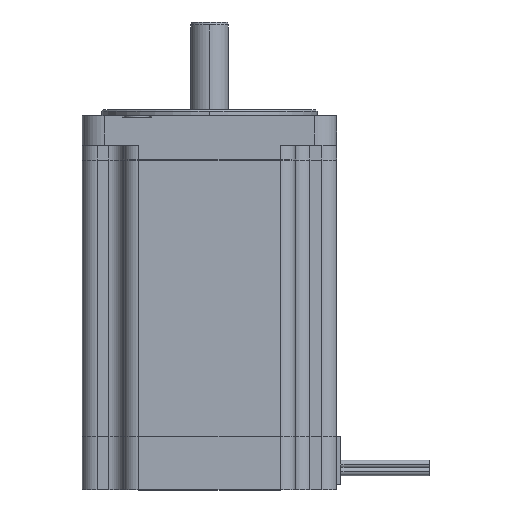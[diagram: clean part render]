
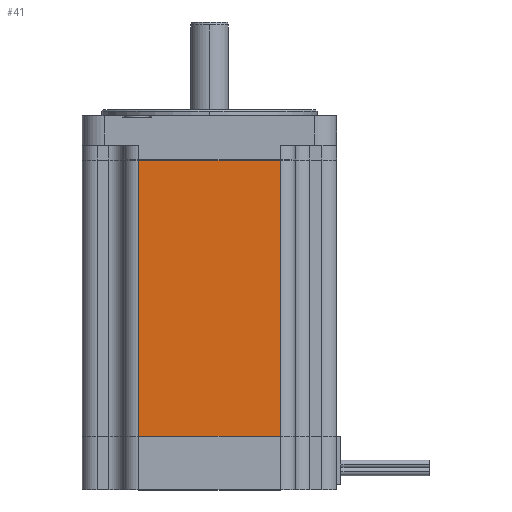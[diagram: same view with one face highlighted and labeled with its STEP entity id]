
A CAD part, top view. The second image highlights one B-rep face of the part: STEP entity #41.
In plain terms, the highlighted planar face has unit normal (0, 0, 1).
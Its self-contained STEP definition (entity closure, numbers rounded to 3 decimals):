
#41 = ADVANCED_FACE ( 'NONE', ( #5177 ), #1160, .F. ) ;
#396 = VERTEX_POINT ( 'NONE', #6947 ) ;
#397 = VERTEX_POINT ( 'NONE', #6948 ) ;
#1005 = VERTEX_POINT ( 'NONE', #7129 ) ;
#1007 = VERTEX_POINT ( 'NONE', #7130 ) ;
#1149 = EDGE_LOOP ( 'NONE', ( #4803, #4802, #4804, #4801 ) ) ;
#1160 = PLANE ( 'NONE',  #2216 ) ;
#1162 = CARTESIAN_POINT ( 'NONE',  ( -5.893, 126.5, 60.356 ) ) ;
#1164 = DIRECTION ( 'NONE',  ( 0., 0., -1. ) ) ;
#1166 = DIRECTION ( 'NONE',  ( -1., 0., 0. ) ) ;
#2216 = AXIS2_PLACEMENT_3D ( 'NONE', #1162, #1164, #1166 ) ;
#2419 = EDGE_CURVE ( 'NONE', #1005, #397, #7676, .T. ) ;
#2420 = EDGE_CURVE ( 'NONE', #397, #396, #7679, .T. ) ;
#2421 = EDGE_CURVE ( 'NONE', #396, #1007, #7682, .T. ) ;
#2545 = EDGE_CURVE ( 'NONE', #1005, #1007, #4030, .T. ) ;
#4030 = LINE ( 'NONE', #4031, #6363 ) ;
#4031 = CARTESIAN_POINT ( 'NONE',  ( -5.893, 111.49, 60.356 ) ) ;
#4032 = DIRECTION ( 'NONE',  ( 1., 0., 0. ) ) ;
#4801 = ORIENTED_EDGE ( 'NONE', *, *, #2421, .T. ) ;
#4802 = ORIENTED_EDGE ( 'NONE', *, *, #2419, .T. ) ;
#4803 = ORIENTED_EDGE ( 'NONE', *, *, #2545, .F. ) ;
#4804 = ORIENTED_EDGE ( 'NONE', *, *, #2420, .T. ) ;
#5177 = FACE_OUTER_BOUND ( 'NONE', #1149, .T. ) ;
#6237 = VECTOR ( 'NONE', #7678, 1000. ) ;
#6238 = VECTOR ( 'NONE', #7681, 1000. ) ;
#6239 = VECTOR ( 'NONE', #7684, 1000. ) ;
#6363 = VECTOR ( 'NONE', #4032, 1000. ) ;
#6947 = CARTESIAN_POINT ( 'NONE',  ( 53.607, 18.01, 60.356 ) ) ;
#6948 = CARTESIAN_POINT ( 'NONE',  ( 5.607, 18.01, 60.356 ) ) ;
#7129 = CARTESIAN_POINT ( 'NONE',  ( 5.607, 111.49, 60.356 ) ) ;
#7130 = CARTESIAN_POINT ( 'NONE',  ( 53.607, 111.49, 60.356 ) ) ;
#7676 = LINE ( 'NONE', #7677, #6237 ) ;
#7677 = CARTESIAN_POINT ( 'NONE',  ( 5.607, 126.5, 60.356 ) ) ;
#7678 = DIRECTION ( 'NONE',  ( 0., -1., 0. ) ) ;
#7679 = LINE ( 'NONE', #7680, #6238 ) ;
#7680 = CARTESIAN_POINT ( 'NONE',  ( -5.893, 18.01, 60.356 ) ) ;
#7681 = DIRECTION ( 'NONE',  ( 1., 0., 0. ) ) ;
#7682 = LINE ( 'NONE', #7683, #6239 ) ;
#7683 = CARTESIAN_POINT ( 'NONE',  ( 53.607, 126.5, 60.356 ) ) ;
#7684 = DIRECTION ( 'NONE',  ( 0., 1., 0. ) ) ;
